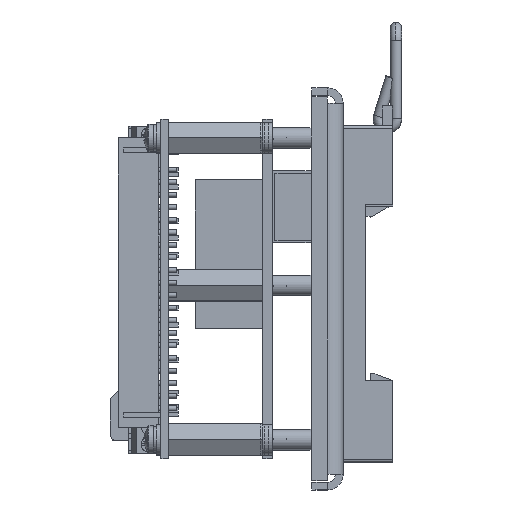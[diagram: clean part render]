
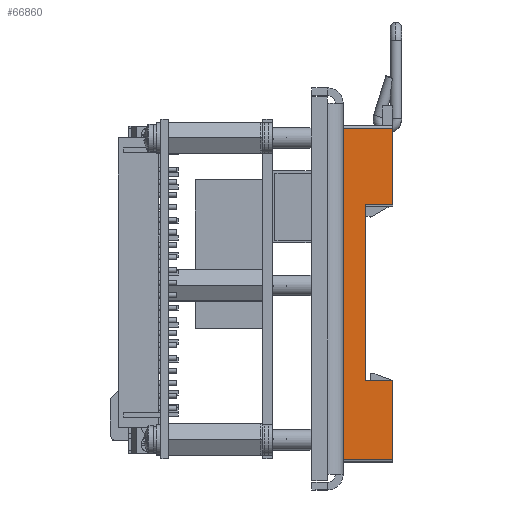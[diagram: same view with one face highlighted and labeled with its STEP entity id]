
A CAD part, left-side view. The second image highlights one B-rep face of the part: STEP entity #66860.
In plain terms, the highlighted face is planar.
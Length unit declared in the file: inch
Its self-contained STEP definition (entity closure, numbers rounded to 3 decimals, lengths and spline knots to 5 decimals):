
#163 = CARTESIAN_POINT ( 'NONE',  ( -0.70866, 0.03937, 0. ) ) ;
#2368 = EDGE_CURVE ( 'NONE', #38632, #64909, #31297, .T. ) ;
#3474 = DIRECTION ( 'NONE',  ( 0., 0., 1. ) ) ;
#3766 = VECTOR ( 'NONE', #65315, 39.37008 ) ;
#4133 = DIRECTION ( 'NONE',  ( 1., 0., 0. ) ) ;
#4643 = CARTESIAN_POINT ( 'NONE',  ( 0., 0.03937, 0. ) ) ;
#7672 = DIRECTION ( 'NONE',  ( 0., 1., 0. ) ) ;
#10413 = VERTEX_POINT ( 'NONE', #37652 ) ;
#11076 = EDGE_CURVE ( 'NONE', #26884, #29264, #61763, .T. ) ;
#12689 = CARTESIAN_POINT ( 'NONE',  ( 0.68898, 0.25591, 0. ) ) ;
#12921 = CARTESIAN_POINT ( 'NONE',  ( -0.70866, 0.86614, 0. ) ) ;
#15828 = EDGE_CURVE ( 'NONE', #25600, #60116, #67535, .T. ) ;
#16822 = CARTESIAN_POINT ( 'NONE',  ( -1.53543, 0.43307, 0. ) ) ;
#18219 = LINE ( 'NONE', #12921, #53091 ) ;
#18995 = VERTEX_POINT ( 'NONE', #53545 ) ;
#19985 = FACE_OUTER_BOUND ( 'NONE', #28580, .T. ) ;
#20182 = DIRECTION ( 'NONE',  ( 0., 1., 0. ) ) ;
#20382 = EDGE_CURVE ( 'NONE', #10413, #25600, #28962, .T. ) ;
#21097 = ORIENTED_EDGE ( 'NONE', *, *, #20382, .F. ) ;
#22105 = DIRECTION ( 'NONE',  ( 0., -1., 0. ) ) ;
#24096 = VECTOR ( 'NONE', #62409, 39.37008 ) ;
#25600 = VERTEX_POINT ( 'NONE', #12689 ) ;
#26884 = VERTEX_POINT ( 'NONE', #51893 ) ;
#27794 = VECTOR ( 'NONE', #34724, 39.37008 ) ;
#28580 = EDGE_LOOP ( 'NONE', ( #53738, #64441, #59861, #56884, #21097, #31187, #57378, #44499 ) ) ;
#28962 = LINE ( 'NONE', #39785, #3766 ) ;
#29264 = VERTEX_POINT ( 'NONE', #34395 ) ;
#31187 = ORIENTED_EDGE ( 'NONE', *, *, #63436, .F. ) ;
#31297 = LINE ( 'NONE', #4643, #24096 ) ;
#34395 = CARTESIAN_POINT ( 'NONE',  ( 1.3189, 0.43307, 0. ) ) ;
#34724 = DIRECTION ( 'NONE',  ( 0., -1., 0. ) ) ;
#37652 = CARTESIAN_POINT ( 'NONE',  ( -0.70866, 0.25591, 0. ) ) ;
#38132 = DIRECTION ( 'NONE',  ( -1., 0., 0. ) ) ;
#38632 = VERTEX_POINT ( 'NONE', #56717 ) ;
#39785 = CARTESIAN_POINT ( 'NONE',  ( 0., 0.25591, 0. ) ) ;
#40243 = CARTESIAN_POINT ( 'NONE',  ( 0., 0.86614, 0. ) ) ;
#40441 = VECTOR ( 'NONE', #20182, 39.37008 ) ;
#41214 = AXIS2_PLACEMENT_3D ( 'NONE', #40243, #3474, #4133 ) ;
#42745 = CARTESIAN_POINT ( 'NONE',  ( -1.3189, 0.86614, 0. ) ) ;
#44499 = ORIENTED_EDGE ( 'NONE', *, *, #56360, .F. ) ;
#46452 = VECTOR ( 'NONE', #38132, 39.37008 ) ;
#47696 = VECTOR ( 'NONE', #22105, 39.37008 ) ;
#49771 = EDGE_CURVE ( 'NONE', #29264, #18995, #60175, .T. ) ;
#51131 = CARTESIAN_POINT ( 'NONE',  ( 0., 0.03937, 0. ) ) ;
#51893 = CARTESIAN_POINT ( 'NONE',  ( 1.3189, 0.03937, 0. ) ) ;
#53091 = VECTOR ( 'NONE', #7672, 39.37008 ) ;
#53218 = LINE ( 'NONE', #42745, #47696 ) ;
#53545 = CARTESIAN_POINT ( 'NONE',  ( -1.3189, 0.43307, 0. ) ) ;
#53738 = ORIENTED_EDGE ( 'NONE', *, *, #49771, .F. ) ;
#56020 = LINE ( 'NONE', #51131, #59092 ) ;
#56360 = EDGE_CURVE ( 'NONE', #18995, #38632, #53218, .T. ) ;
#56717 = CARTESIAN_POINT ( 'NONE',  ( -1.3189, 0.03937, 0. ) ) ;
#56884 = ORIENTED_EDGE ( 'NONE', *, *, #15828, .F. ) ;
#56900 = CARTESIAN_POINT ( 'NONE',  ( 1.3189, 0.86614, 0. ) ) ;
#57378 = ORIENTED_EDGE ( 'NONE', *, *, #2368, .F. ) ;
#57381 = PLANE ( 'NONE',  #41214 ) ;
#59092 = VECTOR ( 'NONE', #66780, 39.37008 ) ;
#59861 = ORIENTED_EDGE ( 'NONE', *, *, #66851, .F. ) ;
#60116 = VERTEX_POINT ( 'NONE', #61960 ) ;
#60175 = LINE ( 'NONE', #16822, #46452 ) ;
#61763 = LINE ( 'NONE', #56900, #40441 ) ;
#61960 = CARTESIAN_POINT ( 'NONE',  ( 0.68898, 0.03937, 0. ) ) ;
#62326 = CARTESIAN_POINT ( 'NONE',  ( 0.68898, 0.86614, 0. ) ) ;
#62409 = DIRECTION ( 'NONE',  ( 1., 0., 0. ) ) ;
#63436 = EDGE_CURVE ( 'NONE', #64909, #10413, #18219, .T. ) ;
#64441 = ORIENTED_EDGE ( 'NONE', *, *, #11076, .F. ) ;
#64909 = VERTEX_POINT ( 'NONE', #163 ) ;
#65315 = DIRECTION ( 'NONE',  ( 1., 0., 0. ) ) ;
#66780 = DIRECTION ( 'NONE',  ( 1., 0., 0. ) ) ;
#66851 = EDGE_CURVE ( 'NONE', #60116, #26884, #56020, .T. ) ;
#66860 = ADVANCED_FACE ( 'NONE', ( #19985 ), #57381, .F. ) ;
#67535 = LINE ( 'NONE', #62326, #27794 ) ;
